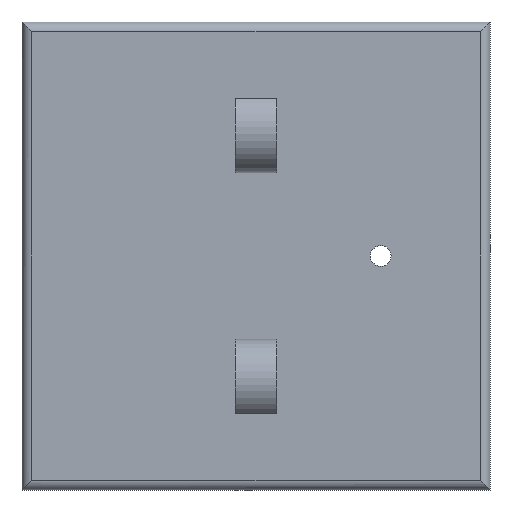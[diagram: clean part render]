
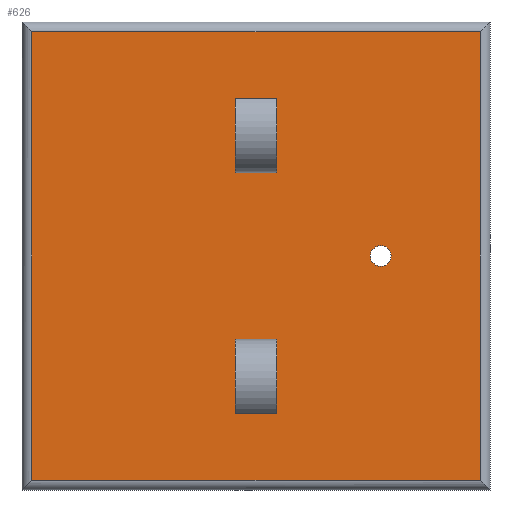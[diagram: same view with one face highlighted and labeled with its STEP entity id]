
A CAD part, front view. The second image highlights one B-rep face of the part: STEP entity #626.
In plain terms, the highlighted planar face has unit normal (0, -1, 0).
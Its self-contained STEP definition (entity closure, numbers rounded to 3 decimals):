
#27=FACE_BOUND('',#118,.T.);
#28=FACE_BOUND('',#119,.T.);
#29=FACE_BOUND('',#120,.T.);
#43=PLANE('',#700);
#76=FACE_OUTER_BOUND('',#117,.T.);
#117=EDGE_LOOP('',(#504,#505,#506,#507));
#118=EDGE_LOOP('',(#508));
#119=EDGE_LOOP('',(#509,#510,#511,#512));
#120=EDGE_LOOP('',(#513,#514,#515,#516));
#144=LINE('',#915,#211);
#148=LINE('',#924,#215);
#151=LINE('',#931,#218);
#153=LINE('',#939,#220);
#158=LINE('',#960,#225);
#160=LINE('',#963,#227);
#161=LINE('',#966,#228);
#163=LINE('',#969,#230);
#165=LINE('',#977,#232);
#166=LINE('',#981,#233);
#169=LINE('',#989,#236);
#171=LINE('',#993,#238);
#211=VECTOR('',#735,10.);
#215=VECTOR('',#741,10.);
#218=VECTOR('',#748,10.);
#220=VECTOR('',#756,10.);
#225=VECTOR('',#781,10.);
#227=VECTOR('',#785,10.);
#228=VECTOR('',#788,10.);
#230=VECTOR('',#792,10.);
#232=VECTOR('',#798,10.);
#233=VECTOR('',#803,10.);
#236=VECTOR('',#810,10.);
#238=VECTOR('',#816,10.);
#275=CIRCLE('',#668,1.25);
#285=VERTEX_POINT('',#903);
#289=VERTEX_POINT('',#912);
#290=VERTEX_POINT('',#914);
#293=VERTEX_POINT('',#921);
#294=VERTEX_POINT('',#923);
#296=VERTEX_POINT('',#929);
#299=VERTEX_POINT('',#937);
#305=VERTEX_POINT('',#959);
#306=VERTEX_POINT('',#965);
#309=VERTEX_POINT('',#974);
#310=VERTEX_POINT('',#976);
#311=VERTEX_POINT('',#980);
#314=VERTEX_POINT('',#988);
#339=EDGE_CURVE('',#285,#285,#275,.T.);
#344=EDGE_CURVE('',#290,#289,#144,.T.);
#348=EDGE_CURVE('',#294,#293,#148,.T.);
#352=EDGE_CURVE('',#289,#296,#151,.T.);
#356=EDGE_CURVE('',#293,#299,#153,.T.);
#366=EDGE_CURVE('',#305,#294,#158,.T.);
#368=EDGE_CURVE('',#299,#305,#160,.T.);
#369=EDGE_CURVE('',#296,#306,#161,.T.);
#371=EDGE_CURVE('',#306,#290,#163,.T.);
#374=EDGE_CURVE('',#309,#310,#165,.T.);
#376=EDGE_CURVE('',#311,#309,#166,.T.);
#380=EDGE_CURVE('',#310,#314,#169,.T.);
#383=EDGE_CURVE('',#314,#311,#171,.T.);
#504=ORIENTED_EDGE('',*,*,#374,.F.);
#505=ORIENTED_EDGE('',*,*,#376,.F.);
#506=ORIENTED_EDGE('',*,*,#383,.F.);
#507=ORIENTED_EDGE('',*,*,#380,.F.);
#508=ORIENTED_EDGE('',*,*,#339,.T.);
#509=ORIENTED_EDGE('',*,*,#356,.T.);
#510=ORIENTED_EDGE('',*,*,#368,.T.);
#511=ORIENTED_EDGE('',*,*,#366,.T.);
#512=ORIENTED_EDGE('',*,*,#348,.T.);
#513=ORIENTED_EDGE('',*,*,#369,.T.);
#514=ORIENTED_EDGE('',*,*,#371,.T.);
#515=ORIENTED_EDGE('',*,*,#344,.T.);
#516=ORIENTED_EDGE('',*,*,#352,.T.);
#626=ADVANCED_FACE('',(#76,#27,#28,#29),#43,.F.);
#668=AXIS2_PLACEMENT_3D('',#904,#726,#727);
#700=AXIS2_PLACEMENT_3D('',#1004,#826,#827);
#726=DIRECTION('center_axis',(0.,1.,0.));
#727=DIRECTION('ref_axis',(1.,0.,0.));
#735=DIRECTION('',(1.,0.,0.));
#741=DIRECTION('',(-1.,0.,0.));
#748=DIRECTION('',(0.,0.,-1.));
#756=DIRECTION('',(0.,0.,1.));
#781=DIRECTION('',(0.,0.,-1.));
#785=DIRECTION('',(1.,0.,0.));
#788=DIRECTION('',(-1.,0.,0.));
#792=DIRECTION('',(0.,0.,1.));
#798=DIRECTION('',(0.,0.,1.));
#803=DIRECTION('',(-1.,0.,0.));
#810=DIRECTION('',(1.,0.,0.));
#816=DIRECTION('',(0.,0.,-1.));
#826=DIRECTION('center_axis',(0.,1.,0.));
#827=DIRECTION('ref_axis',(0.,0.,1.));
#903=CARTESIAN_POINT('',(13.75,0.,0.));
#904=CARTESIAN_POINT('Origin',(15.,0.,0.));
#912=CARTESIAN_POINT('',(2.5,0.,19.));
#914=CARTESIAN_POINT('',(-2.5,0.,19.));
#915=CARTESIAN_POINT('',(-2.5,0.,19.));
#921=CARTESIAN_POINT('',(-2.5,0.,-19.));
#923=CARTESIAN_POINT('',(2.5,0.,-19.));
#924=CARTESIAN_POINT('',(2.5,0.,-19.));
#929=CARTESIAN_POINT('',(2.5,0.,10.));
#931=CARTESIAN_POINT('',(2.5,0.,5.));
#937=CARTESIAN_POINT('',(-2.5,0.,-10.));
#939=CARTESIAN_POINT('',(-2.5,0.,-5.));
#959=CARTESIAN_POINT('',(2.5,0.,-10.));
#960=CARTESIAN_POINT('',(2.5,0.,-10.));
#963=CARTESIAN_POINT('',(1.25,0.,-10.));
#965=CARTESIAN_POINT('',(-2.5,0.,10.));
#966=CARTESIAN_POINT('',(-1.25,0.,10.));
#969=CARTESIAN_POINT('',(-2.5,0.,10.));
#974=CARTESIAN_POINT('',(-26.945,0.,-26.945));
#976=CARTESIAN_POINT('',(-26.945,0.,26.945));
#977=CARTESIAN_POINT('',(-26.945,0.,-14.072));
#980=CARTESIAN_POINT('',(26.945,0.,-26.945));
#981=CARTESIAN_POINT('',(14.072,0.,-26.945));
#988=CARTESIAN_POINT('',(26.945,0.,26.945));
#989=CARTESIAN_POINT('',(-14.072,0.,26.945));
#993=CARTESIAN_POINT('',(26.945,0.,14.072));
#1004=CARTESIAN_POINT('Origin',(0.,0.,0.));
